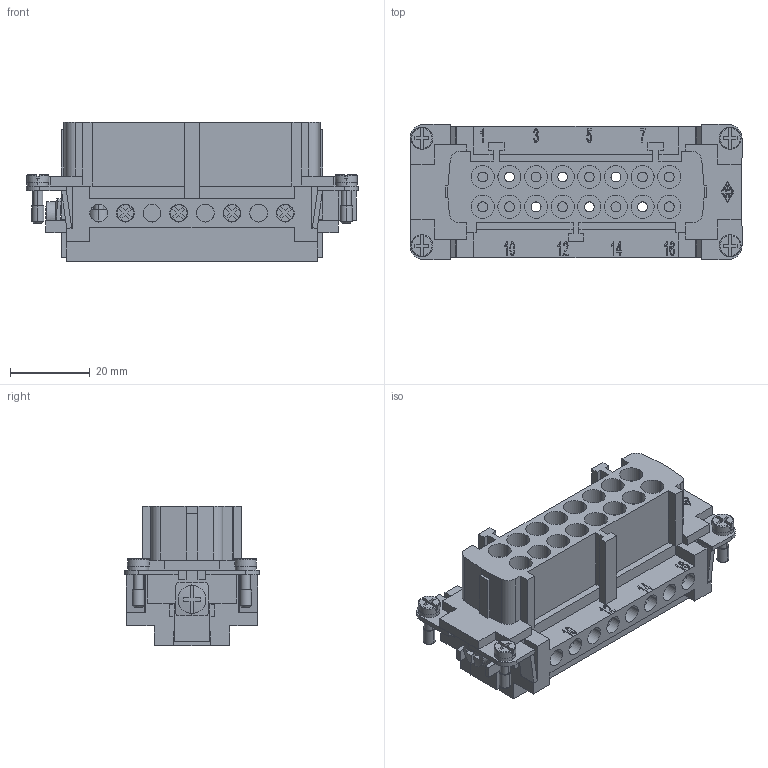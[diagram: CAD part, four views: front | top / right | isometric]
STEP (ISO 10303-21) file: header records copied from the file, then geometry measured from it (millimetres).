
FILE_DESCRIPTION((''),'2;1');
FILE_NAME('CMEF 06 T.stp','2006-10-31T13:10:46',('gembarski'),(''),'Autodesk Inventor 7','Autodesk Inventor 7','');
FILE_SCHEMA(('AUTOMOTIVE_DESIGN { 1 0 10303 214 1 1 1 1 }'));
Length unit declared in the file: millimetre
Products named in the file (1): CMEF 06 T
Bounding box: 83.5 x 34 x 35 mm (x, y, z)
Volume: 39633 mm3; surface area: 29669.8 mm2
Topology: 17 solids, 17 shells, 1426 faces, 3814 edges, 2503 vertices
Faces by surface type: plane 722, bspline 474, cylinder 214, torus 8, cone 4, sphere 4
Entity records: 48057 total; most frequent: CARTESIAN_POINT 13720, ORIENTED_EDGE 7632, DIRECTION 6169, EDGE_CURVE 3816, VECTOR 2593, LINE 2593, VERTEX_POINT 2503, AXIS2_PLACEMENT_3D 1788
